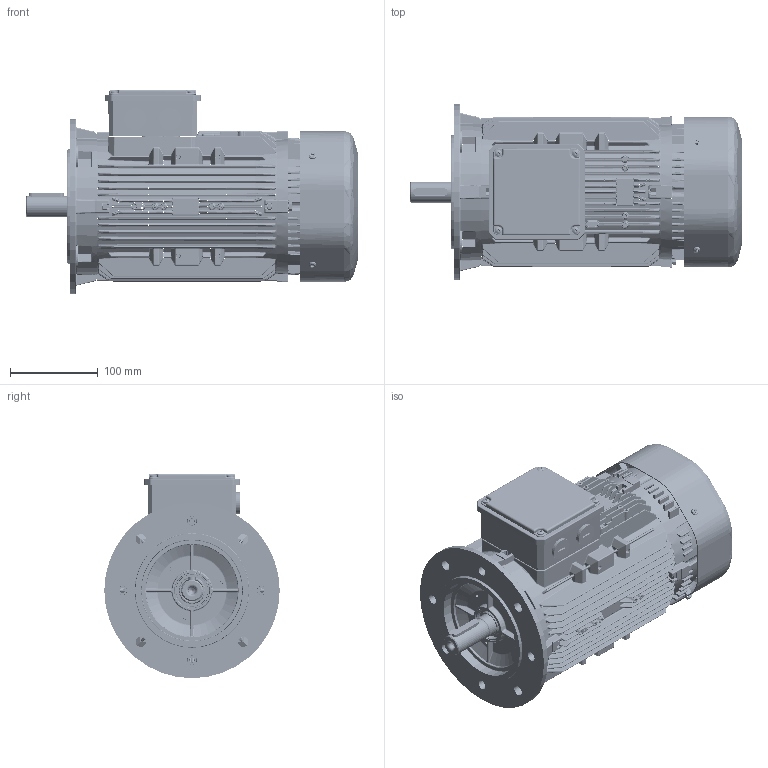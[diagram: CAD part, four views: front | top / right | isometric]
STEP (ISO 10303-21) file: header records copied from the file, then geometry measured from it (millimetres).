
FILE_DESCRIPTION(/* description */ (''),/* implementation_level */ '2;1');
FILE_NAME(/* name */ 'model1.stp',/* time_stamp */ '2024-08-01T16:59:24+03:00',/* author */ (''),/* organization */ (''),/* preprocessor_version */ 'ST-DEVELOPER v18.102',/* originating_system */ 'SIEMENS PLM Software NX2206.8101',/* authorisation */ '');
FILE_SCHEMA (('AUTOMOTIVE_DESIGN { 1 0 10303 214 3 1 1 1 }'));
Products named in the file (1): model1_260028D8E15Fjkrx
Bounding box: 378.54 x 200 x 233.05 mm (x, y, z)
Surface area: 607877.2 mm2 (no closed solid volume)
Topology: 0 solids, 55 shells, 5822 faces, 17666 edges, 11059 vertices
Faces by surface type: cylinder 2077, bspline 1798, plane 1467, cone 183, sphere 149, torus 148
Full cylindrical faces by diameter (mm): 3.5 x1, 5 x2, 6.8 x1, 8 x6, 8.4 x1, 9.874 x1, 11 x4, 12 x4, 23.4 x1, 24 x1, 25 x3, 27.5 x1, 130 x1, 199.997 x1
Entity records: 240309 total; most frequent: CARTESIAN_POINT 95380, ORIENTED_EDGE 29016, DIRECTION 28274, EDGE_CURVE 17281, AXIS2_PLACEMENT_3D 11174, VERTEX_POINT 10966, EDGE_LOOP 6290, LINE 5926
